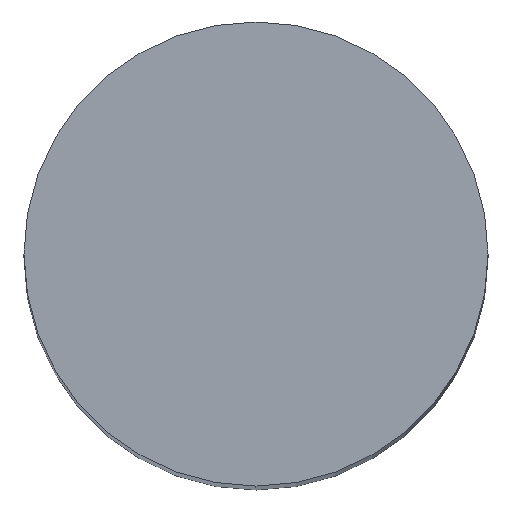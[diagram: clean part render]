
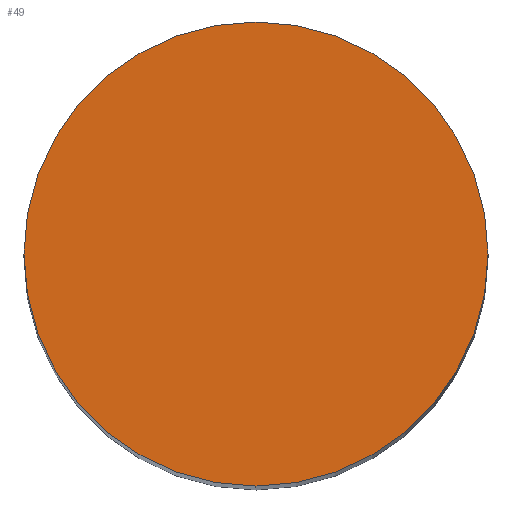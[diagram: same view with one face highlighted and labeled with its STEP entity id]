
A CAD part, top view. The second image highlights one B-rep face of the part: STEP entity #49.
In plain terms, the highlighted planar face has unit normal (0, 0, 1).
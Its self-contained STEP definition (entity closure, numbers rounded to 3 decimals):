
#46=PLANE('',#227);
#49=ADVANCED_FACE('',(#65),#46,.F.);
#65=FACE_OUTER_BOUND('',#77,.T.);
#77=EDGE_LOOP('',(#104,#105));
#88=CIRCLE('',#223,10.);
#90=CIRCLE('',#226,10.);
#104=ORIENTED_EDGE('',*,*,#157,.F.);
#105=ORIENTED_EDGE('',*,*,#160,.F.);
#145=VERTEX_POINT('',#319);
#146=VERTEX_POINT('',#321);
#157=EDGE_CURVE('',#145,#146,#88,.T.);
#160=EDGE_CURVE('',#146,#145,#90,.T.);
#223=AXIS2_PLACEMENT_3D('',#320,#256,#257);
#226=AXIS2_PLACEMENT_3D('',#326,#263,#264);
#227=AXIS2_PLACEMENT_3D('',#327,#265,#266);
#256=DIRECTION('',(0.,0.,-1.));
#257=DIRECTION('',(-1.,0.,0.));
#263=DIRECTION('',(0.,0.,-1.));
#264=DIRECTION('',(-1.,0.,0.));
#265=DIRECTION('',(0.,0.,-1.));
#266=DIRECTION('',(0.,1.,0.));
#319=CARTESIAN_POINT('',(0.,10.,97.));
#320=CARTESIAN_POINT('',(0.,0.,97.));
#321=CARTESIAN_POINT('',(0.,-10.,97.));
#326=CARTESIAN_POINT('',(0.,0.,97.));
#327=CARTESIAN_POINT('',(0.,0.,97.));
